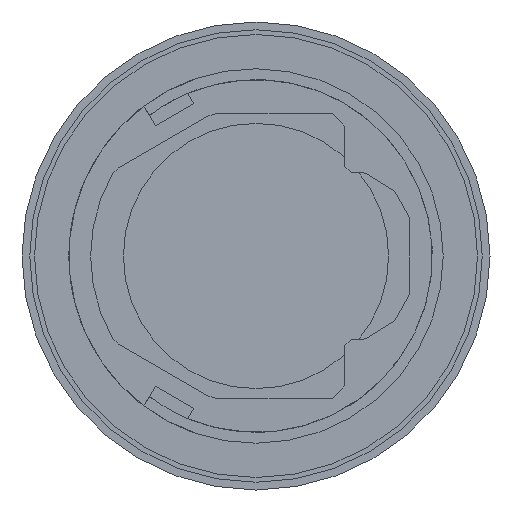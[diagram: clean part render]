
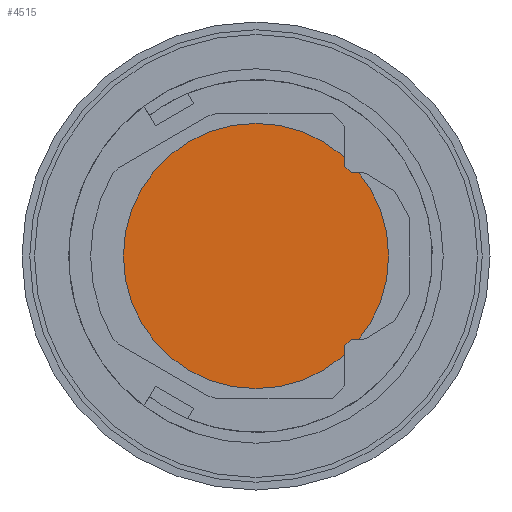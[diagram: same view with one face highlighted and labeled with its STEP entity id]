
A CAD part, front view. The second image highlights one B-rep face of the part: STEP entity #4515.
In plain terms, the highlighted planar face has unit normal (0, -1, 0).
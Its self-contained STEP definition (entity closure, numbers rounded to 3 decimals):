
#3770=CARTESIAN_POINT('',(0.,17.82,0.));
#3771=DIRECTION('',(0.,1.,0.));
#3772=DIRECTION('',(0.,0.,1.));
#3773=AXIS2_PLACEMENT_3D('',#3770,#3771,#3772);
#3775=CARTESIAN_POINT('',(0.,17.82,0.));
#3776=DIRECTION('',(0.,1.,0.));
#3777=DIRECTION('',(0.,0.,-1.));
#3778=AXIS2_PLACEMENT_3D('',#3775,#3776,#3777);
#3862=CARTESIAN_POINT('',(0.,17.82,42.5));
#3863=CARTESIAN_POINT('',(0.,17.82,-42.5));
#3864=VERTEX_POINT('',#3862);
#3865=VERTEX_POINT('',#3863);
#4505=CARTESIAN_POINT('',(0.,17.82,0.));
#4506=DIRECTION('',(0.,1.,0.));
#4507=DIRECTION('',(-1.,0.,0.));
#4508=AXIS2_PLACEMENT_3D('',#4505,#4506,#4507);
#4509=PLANE('',#4508);
#4510=ORIENTED_EDGE('',*,*,#4495,.T.);
#4512=ORIENTED_EDGE('',*,*,#4511,.T.);
#4513=EDGE_LOOP('',(#4510,#4512));
#4514=FACE_OUTER_BOUND('',#4513,.F.);
#3774=CIRCLE('',#3773,42.5);
#3779=CIRCLE('',#3778,42.5);
#4495=EDGE_CURVE('',#3864,#3865,#3774,.T.);
#4511=EDGE_CURVE('',#3865,#3864,#3779,.T.);
#4515=ADVANCED_FACE('',(#4514),#4509,.F.);
